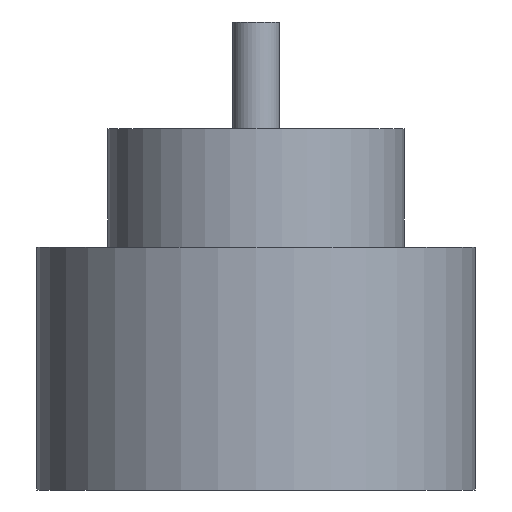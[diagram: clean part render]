
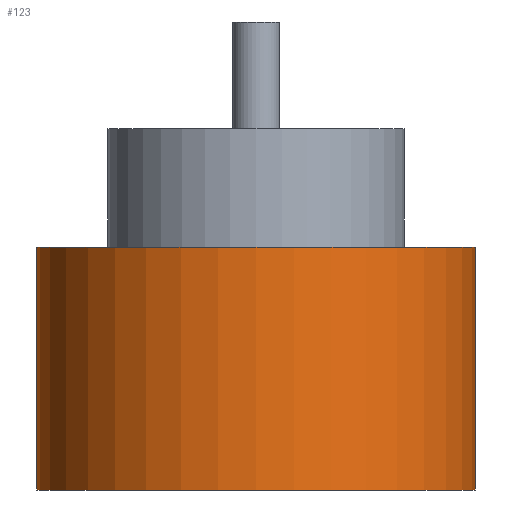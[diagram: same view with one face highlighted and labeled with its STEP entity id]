
A CAD part, front view. The second image highlights one B-rep face of the part: STEP entity #123.
In plain terms, the highlighted cylindrical face has radius 1.85 mm (diameter 3.7 mm), a partial arc.
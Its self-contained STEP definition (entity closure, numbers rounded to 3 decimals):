
#13 = DIRECTION ( 'NONE',  ( 0., 0., -1. ) ) ;
#20 = CARTESIAN_POINT ( 'NONE',  ( 1.85, 0., 2.55 ) ) ;
#28 = DIRECTION ( 'NONE',  ( 0., 0., 1. ) ) ;
#71 = AXIS2_PLACEMENT_3D ( 'NONE', #624, #628, #218 ) ;
#123 = ADVANCED_FACE ( 'NONE', ( #417 ), #234, .T. ) ;
#165 = CARTESIAN_POINT ( 'NONE',  ( 1.85, 0., 1.55 ) ) ;
#212 = CARTESIAN_POINT ( 'NONE',  ( -1.85, 0., 2.55 ) ) ;
#218 = DIRECTION ( 'NONE',  ( -1., 0., 0. ) ) ;
#220 = ORIENTED_EDGE ( 'NONE', *, *, #480, .F. ) ;
#227 = LINE ( 'NONE', #20, #736 ) ;
#234 = CYLINDRICAL_SURFACE ( 'NONE', #71, 1.85 ) ;
#237 = CIRCLE ( 'NONE', #421, 1.85 ) ;
#253 = VERTEX_POINT ( 'NONE', #645 ) ;
#272 = CARTESIAN_POINT ( 'NONE',  ( -1.85, 0., 1.55 ) ) ;
#295 = DIRECTION ( 'NONE',  ( 1., 0., 0. ) ) ;
#337 = AXIS2_PLACEMENT_3D ( 'NONE', #561, #760, #558 ) ;
#362 = VERTEX_POINT ( 'NONE', #272 ) ;
#417 = FACE_OUTER_BOUND ( 'NONE', #719, .T. ) ;
#421 = AXIS2_PLACEMENT_3D ( 'NONE', #817, #28, #295 ) ;
#480 = EDGE_CURVE ( 'NONE', #642, #824, #227, .T. ) ;
#484 = DIRECTION ( 'NONE',  ( 0., 0., -1. ) ) ;
#558 = DIRECTION ( 'NONE',  ( 1., 0., 0. ) ) ;
#561 = CARTESIAN_POINT ( 'NONE',  ( 0., 0., -0.5 ) ) ;
#582 = CIRCLE ( 'NONE', #337, 1.85 ) ;
#593 = LINE ( 'NONE', #212, #757 ) ;
#596 = ORIENTED_EDGE ( 'NONE', *, *, #655, .F. ) ;
#610 = EDGE_CURVE ( 'NONE', #362, #253, #593, .T. ) ;
#624 = CARTESIAN_POINT ( 'NONE',  ( 0., 0., 2.55 ) ) ;
#626 = EDGE_CURVE ( 'NONE', #253, #824, #582, .T. ) ;
#628 = DIRECTION ( 'NONE',  ( 0., 0., -1. ) ) ;
#642 = VERTEX_POINT ( 'NONE', #165 ) ;
#645 = CARTESIAN_POINT ( 'NONE',  ( -1.85, 0., -0.5 ) ) ;
#655 = EDGE_CURVE ( 'NONE', #362, #642, #237, .T. ) ;
#719 = EDGE_LOOP ( 'NONE', ( #220, #596, #751, #815 ) ) ;
#736 = VECTOR ( 'NONE', #484, 1000. ) ;
#751 = ORIENTED_EDGE ( 'NONE', *, *, #610, .T. ) ;
#757 = VECTOR ( 'NONE', #13, 1000. ) ;
#760 = DIRECTION ( 'NONE',  ( 0., 0., 1. ) ) ;
#777 = CARTESIAN_POINT ( 'NONE',  ( 1.85, 0., -0.5 ) ) ;
#815 = ORIENTED_EDGE ( 'NONE', *, *, #626, .T. ) ;
#817 = CARTESIAN_POINT ( 'NONE',  ( 0., 0., 1.55 ) ) ;
#824 = VERTEX_POINT ( 'NONE', #777 ) ;
